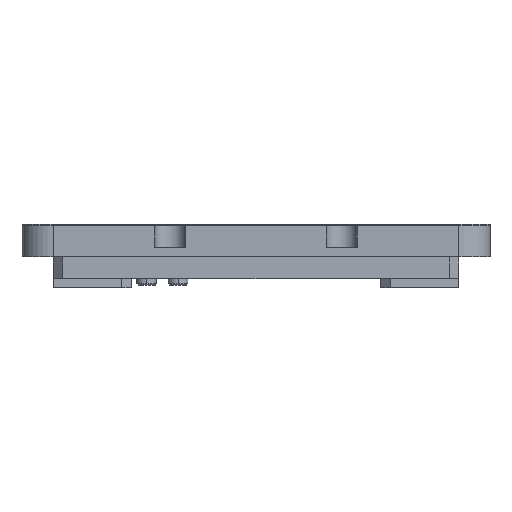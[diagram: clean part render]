
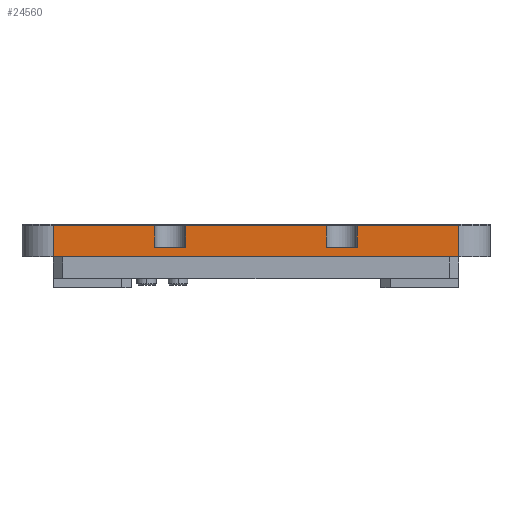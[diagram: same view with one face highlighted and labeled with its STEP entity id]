
A CAD part, left-side view. The second image highlights one B-rep face of the part: STEP entity #24560.
In plain terms, the highlighted planar face has unit normal (-1, 0, 0).
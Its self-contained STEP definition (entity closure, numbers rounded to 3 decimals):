
#1579=DIRECTION('',(0.,-1.,0.));
#1580=VECTOR('',#1579,45.);
#1581=CARTESIAN_POINT('',(-100.,22.5,20.));
#1582=LINE('',#1581,#1580);
#1583=DIRECTION('',(0.,0.,-1.));
#1584=VECTOR('',#1583,7.);
#1585=CARTESIAN_POINT('',(-100.,-22.5,20.));
#1586=LINE('',#1585,#1584);
#1587=DIRECTION('',(0.,1.,0.));
#1588=VECTOR('',#1587,10.);
#1589=CARTESIAN_POINT('',(-100.,-32.5,13.));
#1590=LINE('',#1589,#1588);
#1591=DIRECTION('',(0.,0.,-1.));
#1592=VECTOR('',#1591,7.);
#1593=CARTESIAN_POINT('',(-100.,-32.5,20.));
#1594=LINE('',#1593,#1592);
#1595=DIRECTION('',(0.,0.,-1.));
#1596=VECTOR('',#1595,10.);
#1597=CARTESIAN_POINT('',(-100.,-65.,20.));
#1598=LINE('',#1597,#1596);
#1599=DIRECTION('',(0.,1.,0.));
#1600=VECTOR('',#1599,130.);
#1601=CARTESIAN_POINT('',(-100.,-65.,10.));
#1602=LINE('',#1601,#1600);
#1603=DIRECTION('',(0.,0.,-1.));
#1604=VECTOR('',#1603,10.);
#1605=CARTESIAN_POINT('',(-100.,65.,20.));
#1606=LINE('',#1605,#1604);
#1607=DIRECTION('',(0.,0.,-1.));
#1608=VECTOR('',#1607,7.);
#1609=CARTESIAN_POINT('',(-100.,32.5,20.));
#1610=LINE('',#1609,#1608);
#1611=DIRECTION('',(0.,-1.,0.));
#1612=VECTOR('',#1611,10.);
#1613=CARTESIAN_POINT('',(-100.,32.5,13.));
#1614=LINE('',#1613,#1612);
#1615=DIRECTION('',(0.,0.,-1.));
#1616=VECTOR('',#1615,7.);
#1617=CARTESIAN_POINT('',(-100.,22.5,20.));
#1618=LINE('',#1617,#1616);
#1714=DIRECTION('',(0.,1.,0.));
#1715=VECTOR('',#1714,32.5);
#1716=CARTESIAN_POINT('',(-100.,-65.,20.));
#1717=LINE('',#1716,#1715);
#1744=DIRECTION('',(0.,-1.,0.));
#1745=VECTOR('',#1744,32.5);
#1746=CARTESIAN_POINT('',(-100.,65.,20.));
#1747=LINE('',#1746,#1745);
#18107=CARTESIAN_POINT('',(-100.,65.,20.));
#18108=VERTEX_POINT('',#18107);
#18109=CARTESIAN_POINT('',(-100.,65.,10.));
#18110=VERTEX_POINT('',#18109);
#18139=CARTESIAN_POINT('',(-100.,32.5,20.));
#18141=VERTEX_POINT('',#18139);
#18143=CARTESIAN_POINT('',(-100.,22.5,20.));
#18145=VERTEX_POINT('',#18143);
#18155=CARTESIAN_POINT('',(-100.,32.5,13.));
#18156=CARTESIAN_POINT('',(-100.,22.5,13.));
#18157=VERTEX_POINT('',#18155);
#18158=VERTEX_POINT('',#18156);
#18474=CARTESIAN_POINT('',(-100.,-65.,20.));
#18476=VERTEX_POINT('',#18474);
#18505=CARTESIAN_POINT('',(-100.,-32.5,20.));
#18507=VERTEX_POINT('',#18505);
#18509=CARTESIAN_POINT('',(-100.,-22.5,20.));
#18511=VERTEX_POINT('',#18509);
#18521=CARTESIAN_POINT('',(-100.,-32.5,13.));
#18522=CARTESIAN_POINT('',(-100.,-22.5,13.));
#18523=VERTEX_POINT('',#18521);
#18524=VERTEX_POINT('',#18522);
#23065=CARTESIAN_POINT('',(-100.,-65.,10.));
#23066=VERTEX_POINT('',#23065);
#24530=CARTESIAN_POINT('',(-100.,75.,0.));
#24531=DIRECTION('',(-1.,0.,0.));
#24532=DIRECTION('',(0.,-1.,0.));
#24533=AXIS2_PLACEMENT_3D('',#24530,#24531,#24532);
#24534=PLANE('',#24533);
#24536=ORIENTED_EDGE('',*,*,#24535,.T.);
#24538=ORIENTED_EDGE('',*,*,#24537,.T.);
#24540=ORIENTED_EDGE('',*,*,#24539,.F.);
#24542=ORIENTED_EDGE('',*,*,#24541,.F.);
#24544=ORIENTED_EDGE('',*,*,#24543,.F.);
#24546=ORIENTED_EDGE('',*,*,#24545,.T.);
#24547=ORIENTED_EDGE('',*,*,#24422,.T.);
#24549=ORIENTED_EDGE('',*,*,#24548,.F.);
#24551=ORIENTED_EDGE('',*,*,#24550,.T.);
#24553=ORIENTED_EDGE('',*,*,#24552,.T.);
#24555=ORIENTED_EDGE('',*,*,#24554,.T.);
#24557=ORIENTED_EDGE('',*,*,#24556,.F.);
#24558=EDGE_LOOP('',(#24536,#24538,#24540,#24542,#24544,#24546,#24547,#24549,
#24551,#24553,#24555,#24557));
#24559=FACE_OUTER_BOUND('',#24558,.F.);
#24560=ADVANCED_FACE('',(#24559),#24534,.T.);
#24422=EDGE_CURVE('',#23066,#18110,#1602,.T.);
#24535=EDGE_CURVE('',#18145,#18511,#1582,.T.);
#24537=EDGE_CURVE('',#18511,#18524,#1586,.T.);
#24539=EDGE_CURVE('',#18523,#18524,#1590,.T.);
#24541=EDGE_CURVE('',#18507,#18523,#1594,.T.);
#24543=EDGE_CURVE('',#18476,#18507,#1717,.T.);
#24545=EDGE_CURVE('',#18476,#23066,#1598,.T.);
#24548=EDGE_CURVE('',#18108,#18110,#1606,.T.);
#24550=EDGE_CURVE('',#18108,#18141,#1747,.T.);
#24552=EDGE_CURVE('',#18141,#18157,#1610,.T.);
#24554=EDGE_CURVE('',#18157,#18158,#1614,.T.);
#24556=EDGE_CURVE('',#18145,#18158,#1618,.T.);
